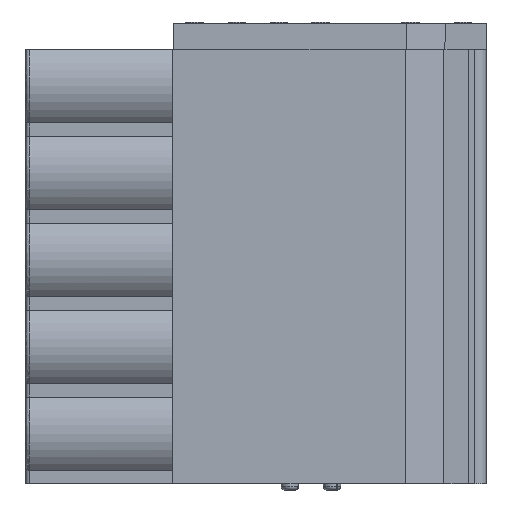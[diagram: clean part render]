
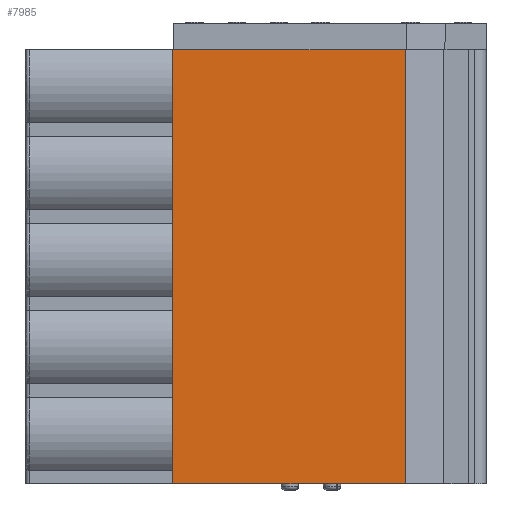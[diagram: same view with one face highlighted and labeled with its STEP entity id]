
A CAD part, front view. The second image highlights one B-rep face of the part: STEP entity #7985.
In plain terms, the highlighted planar face has unit normal (0, -1, 0).
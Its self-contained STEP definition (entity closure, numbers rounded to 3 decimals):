
#4273=FACE_OUTER_BOUND('',#31474,.T.);
#7985=ADVANCED_FACE('',(#4273),#11076,.T.);
#11076=PLANE('',#75810);
#12161=B_SPLINE_CURVE_WITH_KNOTS('',3,(#116082,#116083,#116084,#116085),
 .UNSPECIFIED.,.F.,.F.,(4,4),(0.,1.),.UNSPECIFIED.);
#12164=B_SPLINE_CURVE_WITH_KNOTS('',3,(#116231,#116232,#116233,#116234),
 .UNSPECIFIED.,.F.,.F.,(4,4),(0.,1.),.UNSPECIFIED.);
#12979=LINE('',#97816,#20693);
#18715=LINE('',#116262,#26543);
#18726=LINE('',#116280,#26554);
#20693=VECTOR('',#78328,1.);
#26543=VECTOR('',#91404,1.);
#26554=VECTOR('',#91429,1.);
#31474=EDGE_LOOP('',(#48212,#48213,#48214,#48215,#48216));
#48212=ORIENTED_EDGE('',*,*,#67836,.T.);
#48213=ORIENTED_EDGE('',*,*,#60639,.F.);
#48214=ORIENTED_EDGE('',*,*,#67847,.F.);
#48215=ORIENTED_EDGE('',*,*,#67766,.F.);
#48216=ORIENTED_EDGE('',*,*,#67821,.F.);
#53834=VERTEX_POINT('',#97815);
#53835=VERTEX_POINT('',#97817);
#58327=VERTEX_POINT('',#115890);
#58380=VERTEX_POINT('',#116075);
#58421=VERTEX_POINT('',#116235);
#60639=EDGE_CURVE('',#53834,#53835,#12979,.T.);
#67766=EDGE_CURVE('',#58327,#58380,#12161,.T.);
#67821=EDGE_CURVE('',#58421,#58327,#12164,.T.);
#67836=EDGE_CURVE('',#58421,#53835,#18715,.T.);
#67847=EDGE_CURVE('',#58380,#53834,#18726,.T.);
#75810=AXIS2_PLACEMENT_3D('',#116281,#91430,#91431);
#78328=DIRECTION('',(-1.,0.,0.));
#91404=DIRECTION('',(0.,0.,-1.));
#91429=DIRECTION('',(0.,0.,-1.));
#91430=DIRECTION('',(0.,-1.,0.));
#91431=DIRECTION('',(-1.,0.,0.));
#97815=CARTESIAN_POINT('',(103.754,92.742,-95.392));
#97816=CARTESIAN_POINT('',(103.754,92.742,-95.392));
#97817=CARTESIAN_POINT('',(90.354,92.742,-95.392));
#115890=CARTESIAN_POINT('',(90.404,92.742,-70.392));
#116075=CARTESIAN_POINT('',(103.754,92.742,-70.392));
#116082=CARTESIAN_POINT('',(90.404,92.742,-70.392));
#116083=CARTESIAN_POINT('',(94.854,92.742,-70.392));
#116084=CARTESIAN_POINT('',(99.304,92.742,-70.392));
#116085=CARTESIAN_POINT('',(103.754,92.742,-70.392));
#116231=CARTESIAN_POINT('',(90.354,92.742,-70.392));
#116232=CARTESIAN_POINT('',(90.371,92.742,-70.392));
#116233=CARTESIAN_POINT('',(90.387,92.742,-70.392));
#116234=CARTESIAN_POINT('',(90.404,92.742,-70.392));
#116235=CARTESIAN_POINT('',(90.354,92.742,-70.392));
#116262=CARTESIAN_POINT('',(90.354,92.742,-80.392));
#116280=CARTESIAN_POINT('',(103.754,92.742,-80.392));
#116281=CARTESIAN_POINT('',(90.354,92.742,-75.392));
